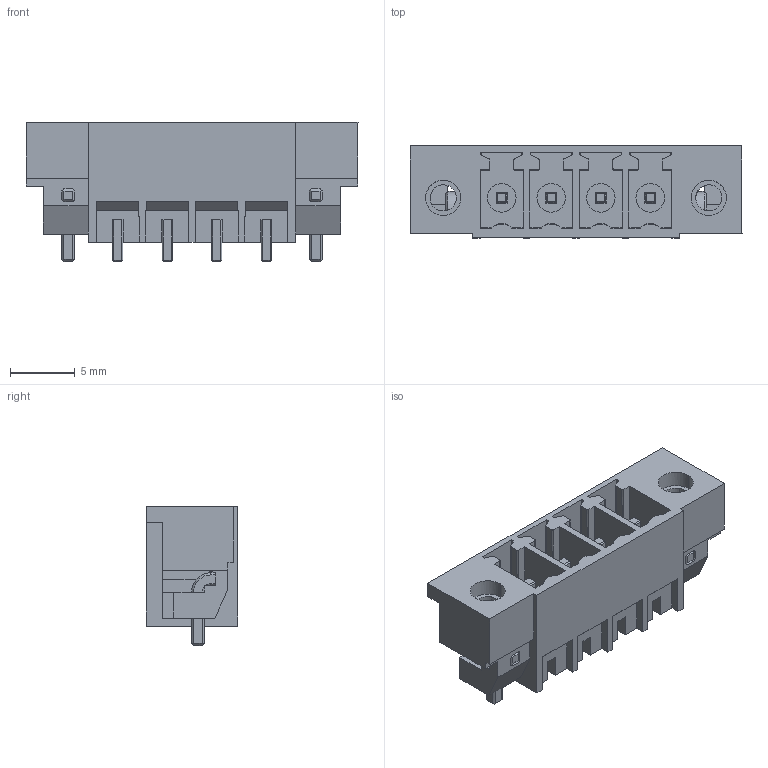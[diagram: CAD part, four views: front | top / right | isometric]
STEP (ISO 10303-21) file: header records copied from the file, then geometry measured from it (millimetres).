
FILE_DESCRIPTION(('CATIA V5 STEP Exchange','CAx-IF Rec.Pracs.--- Model Styling and Organization---1.4--- 2014-01-23'),'2;1');
FILE_NAME ('D1457743_0', '2019-02-15T13:29:07+00:00', ('none'), ('Weidmueller'), 'CATIA Version 5-6 Release 2016 SP3 HF44', 'CATIA V5 STEP AP214', 'none');
FILE_SCHEMA(('AUTOMOTIVE_DESIGN { 1 0 10303 214 1 1 1 1 }'));
Length unit declared in the file: millimetre
Products named in the file (1): 1864090000.1
Bounding box: 25.54 x 7.07 x 10.7 mm (x, y, z)
Volume: 761.8 mm3; surface area: 1998.5 mm2
Topology: 7 solids, 7 shells, 468 faces, 1296 edges, 848 vertices
Faces by surface type: plane 314, cylinder 90, cone 48, extrusion 8, torus 8
Entity records: 14918 total; most frequent: CARTESIAN_POINT 3201, ORIENTED_EDGE 2592, DIRECTION 1940, EDGE_CURVE 1296, VECTOR 966, LINE 958, VERTEX_POINT 848, AXIS2_PLACEMENT_3D 592
